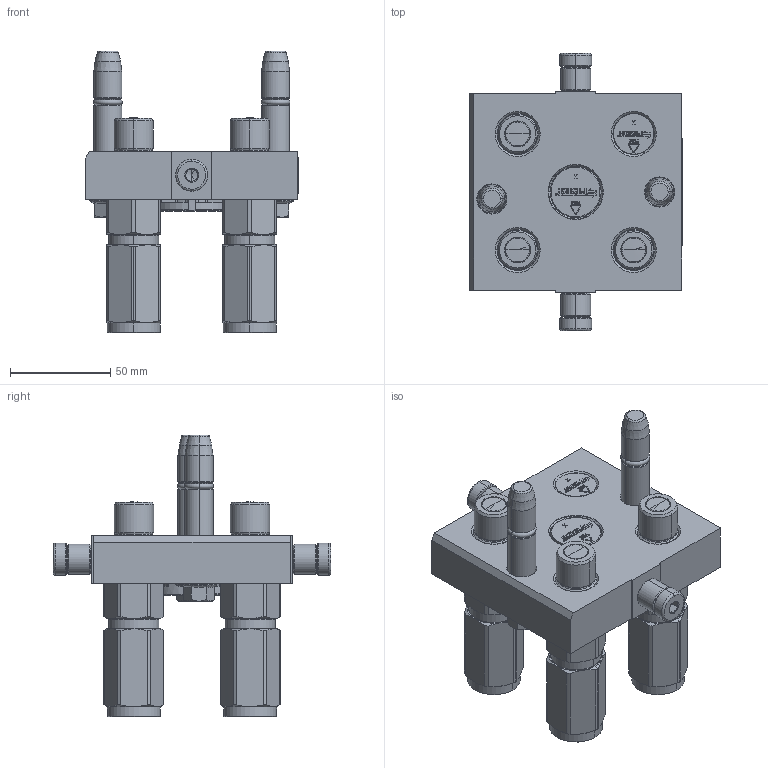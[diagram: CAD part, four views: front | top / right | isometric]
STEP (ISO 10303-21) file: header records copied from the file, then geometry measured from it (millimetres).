
FILE_DESCRIPTION (( 'STEP AP214' ), '1' );
FILE_NAME ('FASTER.step', '2021-02-03T12:05:57', ( '' ), ( '' ), 'SwSTEP 2.0', 'SolidWorks 2017', '' );
FILE_SCHEMA (( 'AUTOMOTIVE_DESIGN' ));
Length unit declared in the file: millimetre
Products named in the file (13): 3ffnp38_gas_m; 4830_013_3000_030; or2_62x9_19_m; 1540_080_0008_000; TAPPO_38; FASTER; 4830_010_0000_011; et002; 4830_028_1000_011; 4830_021_0000_000; P506-1_M_BASE; TAPPO_12
Assembly tree (19 placements, depth 3):
  FASTER
    P506-1_M_BASE
      4830_010_0000_011
      4830_021_0000_000  x2
      1540_080_0008_000  x2
      4830_013_3000_030  x2
      4830_028_1000_011  x2
      or2_62x9_19_m  x2
    3ffnp38_gas_m  x3
      3ffnp38_gas_m
    TAPPO_12
    TAPPO_38
    et002
Bounding box: 106.3 x 138.6 x 140.8 mm (x, y, z)
Volume: 19639.7 mm3; surface area: 108229.9 mm2
Topology: 7 solids, 47 shells, 2354 faces, 6555 edges, 4297 vertices
Faces by surface type: plane 1385, cylinder 447, cone 297, torus 165, bspline 54, sphere 6
Entity records: 73469 total; most frequent: CARTESIAN_POINT 16057, ORIENTED_EDGE 10098, DIRECTION 9587, EDGE_CURVE 5163, LINE 3803, VECTOR 3803, VERTEX_POINT 3375, AXIS2_PLACEMENT_3D 2892
